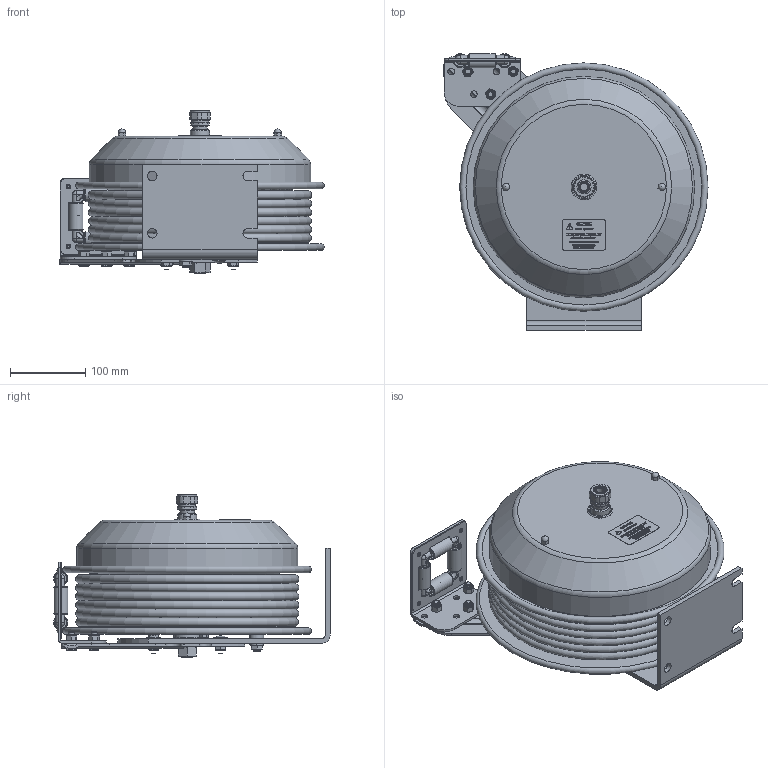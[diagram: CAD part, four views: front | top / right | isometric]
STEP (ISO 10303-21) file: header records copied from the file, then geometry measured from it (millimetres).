
FILE_DESCRIPTION(/* description */ (''),/* implementation_level */ '2;1');
FILE_NAME(/* name */ 'PC13-5012-X_SHARED.stp',/* time_stamp */ '2020-03-17T09:55:54-07:00',/* author */ ('NMelton'),/* organization */ (''),/* preprocessor_version */ 'ST-DEVELOPER v17',/* originating_system */ 'Autodesk Inventor 2019',/* authorisation */ '');
FILE_SCHEMA (('AUTOMOTIVE_DESIGN { 1 0 10303 214 3 1 1 }'));
Products named in the file (1): PC13-5012-X_SHARED
Bounding box: 351.19 x 368.05 x 216.18 mm (x, y, z)
Surface area: 1011020.3 mm2 (no closed solid volume)
Topology: 0 solids, 220 shells, 3361 faces, 13935 edges, 10432 vertices
Faces by surface type: plane 2074, bspline 795, cylinder 257, cone 136, torus 60, sphere 39
Full cylindrical faces by diameter (mm): 2.54 x1, 3.81 x2, 4.699 x4, 4.826 x3, 5.556 x3, 5.588 x2, 6.223 x1, 6.35 x4, 7.938 x3, 8.001 x2, 8.731 x7, 10.16 x1, 11.43 x3, 12.192 x8, 12.255 x1, 12.446 x1, 12.7 x2, 15.875 x3, 17.399 x1, 18.745 x1, 19.05 x5, 19.736 x1, 22.085 x1, 23.812 x1, 25.4 x1, 25.908 x1, 26.568 x1, 28.575 x1, 28.702 x1, 34.112 x1
Entity records: 154647 total; most frequent: CARTESIAN_POINT 47181, ORIENTED_EDGE 21269, DIRECTION 16756, EDGE_CURVE 13888, VERTEX_POINT 10432, LINE 8792, VECTOR 8792, AXIS2_PLACEMENT_3D 3982
